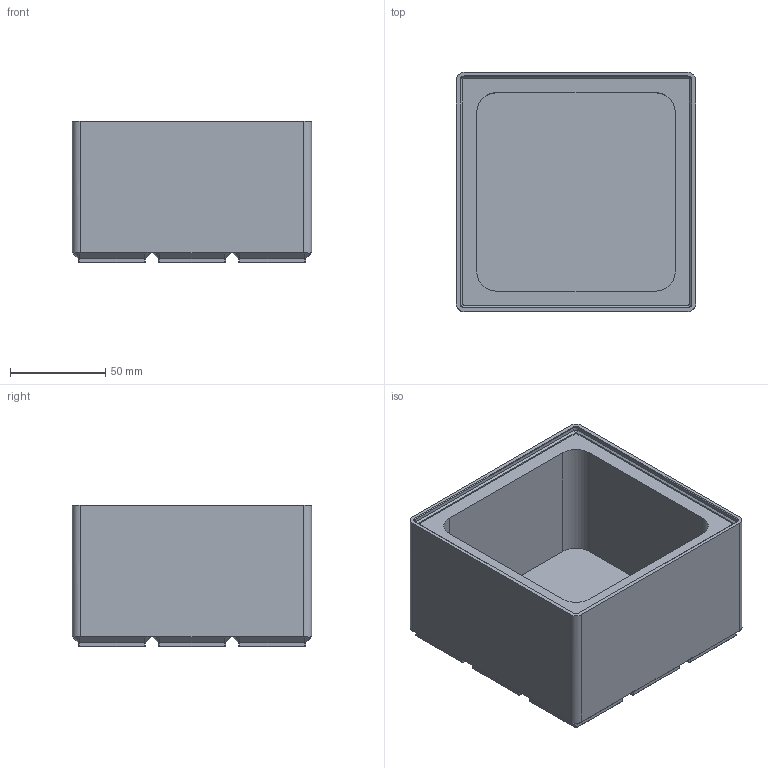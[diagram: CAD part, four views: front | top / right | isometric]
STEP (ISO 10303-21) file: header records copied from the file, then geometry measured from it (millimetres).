
FILE_DESCRIPTION(('Open CASCADE Model'),'2;1');
FILE_NAME('Open CASCADE Shape Model','2023-11-18T18:40:20',('Author'),( 'Open CASCADE'),'Open CASCADE STEP processor 7.7','Open CASCADE 7.7' ,'Unknown');
FILE_SCHEMA(('AUTOMOTIVE_DESIGN { 1 0 10303 214 1 1 1 1 }'));
Length unit declared in the file: millimetre
Products named in the file (1): Open CASCADE STEP translator 7.7 22
Bounding box: 125.5 x 125.5 x 74.3 mm (x, y, z)
Volume: 411356.8 mm3; surface area: 99688.1 mm2
Topology: 1 solids, 1 shells, 432 faces, 852 edges, 496 vertices
Faces by surface type: plane 228, cylinder 124, cone 80
Full cylindrical faces by diameter (mm): 3 x36, 6.5 x36
Entity records: 22476 total; most frequent: CARTESIAN_POINT 4181, DIRECTION 3676, LINE 1916, VECTOR 1916, ORIENTED_EDGE 1704, PCURVE 1704, DEFINITIONAL_REPRESENTATION 1704, EDGE_CURVE 852
